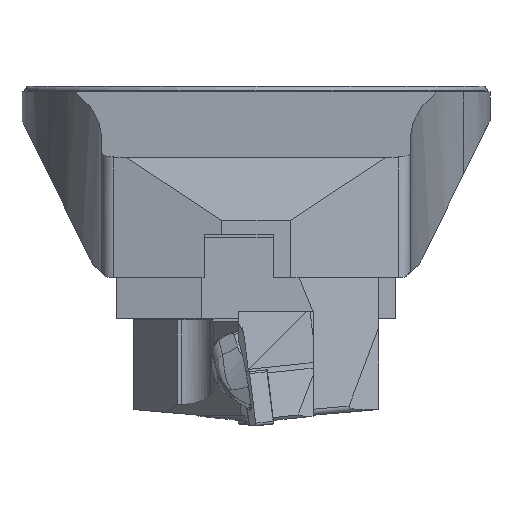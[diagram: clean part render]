
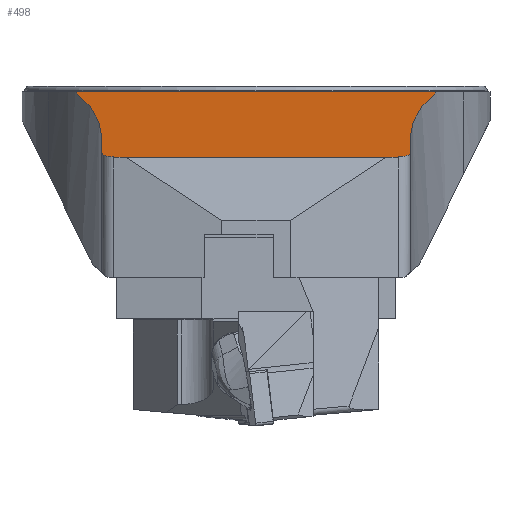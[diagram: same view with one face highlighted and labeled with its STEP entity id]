
A CAD part, left-side view. The second image highlights one B-rep face of the part: STEP entity #498.
In plain terms, the highlighted planar face has unit normal (-0.257, 0, 0.967).
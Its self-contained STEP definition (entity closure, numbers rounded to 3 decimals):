
#282=ELLIPSE('',#3169,206.933,200.);
#289=ELLIPSE('',#3179,206.933,200.);
#295=ELLIPSE('',#3189,5.173,5.);
#296=ELLIPSE('',#3190,5.173,5.);
#354=FACE_OUTER_BOUND('',#1333,.T.);
#498=ADVANCED_FACE('',(#354),#646,.F.);
#646=PLANE('',#3191);
#747=LINE('',#4247,#1023);
#762=LINE('',#4279,#1038);
#764=LINE('',#4283,#1040);
#767=LINE('',#4289,#1043);
#784=LINE('',#4324,#1060);
#790=LINE('',#4337,#1066);
#1023=VECTOR('',#3448,1.);
#1038=VECTOR('',#3469,1.);
#1040=VECTOR('',#3473,1.);
#1043=VECTOR('',#3478,1.);
#1060=VECTOR('',#3503,1.);
#1066=VECTOR('',#3513,1.);
#1333=EDGE_LOOP('',(#1629,#1630,#1631,#1632,#1633,#1634,#1635,#1636,#1637,
#1638));
#1629=ORIENTED_EDGE('',*,*,#2612,.T.);
#1630=ORIENTED_EDGE('',*,*,#2662,.T.);
#1631=ORIENTED_EDGE('',*,*,#2595,.T.);
#1632=ORIENTED_EDGE('',*,*,#2592,.F.);
#1633=ORIENTED_EDGE('',*,*,#2590,.T.);
#1634=ORIENTED_EDGE('',*,*,#2663,.T.);
#1635=ORIENTED_EDGE('',*,*,#2618,.T.);
#1636=ORIENTED_EDGE('',*,*,#2640,.T.);
#1637=ORIENTED_EDGE('',*,*,#2575,.T.);
#1638=ORIENTED_EDGE('',*,*,#2652,.T.);
#2291=VERTEX_POINT('',#4225);
#2302=VERTEX_POINT('',#4246);
#2316=VERTEX_POINT('',#4278);
#2317=VERTEX_POINT('',#4280);
#2318=VERTEX_POINT('',#4284);
#2320=VERTEX_POINT('',#4290);
#2333=VERTEX_POINT('',#4323);
#2334=VERTEX_POINT('',#4325);
#2339=VERTEX_POINT('',#4338);
#2340=VERTEX_POINT('',#4339);
#2575=EDGE_CURVE('',#2291,#2302,#747,.T.);
#2590=EDGE_CURVE('',#2317,#2316,#762,.T.);
#2592=EDGE_CURVE('',#2317,#2318,#764,.T.);
#2595=EDGE_CURVE('',#2320,#2318,#767,.T.);
#2612=EDGE_CURVE('',#2334,#2333,#784,.T.);
#2618=EDGE_CURVE('',#2339,#2340,#790,.T.);
#2640=EDGE_CURVE('',#2340,#2291,#282,.T.);
#2652=EDGE_CURVE('',#2302,#2334,#289,.T.);
#2662=EDGE_CURVE('',#2333,#2320,#295,.T.);
#2663=EDGE_CURVE('',#2316,#2339,#296,.T.);
#3169=AXIS2_PLACEMENT_3D('',#4380,#3546,#3547);
#3179=AXIS2_PLACEMENT_3D('',#4401,#3571,#3572);
#3189=AXIS2_PLACEMENT_3D('',#4419,#3595,#3596);
#3190=AXIS2_PLACEMENT_3D('',#4420,#3597,#3598);
#3191=AXIS2_PLACEMENT_3D('',#4421,#3599,#3600);
#3448=DIRECTION('',(0.,1.,0.));
#3469=DIRECTION('',(0.173,-0.984,0.046));
#3473=DIRECTION('',(0.,1.,0.));
#3478=DIRECTION('',(-0.173,-0.984,-0.046));
#3503=DIRECTION('',(-0.966,0.,-0.257));
#3513=DIRECTION('',(0.966,0.,0.257));
#3546=DIRECTION('',(0.257,0.,-0.966));
#3547=DIRECTION('',(0.966,0.,0.257));
#3571=DIRECTION('',(0.257,0.,-0.966));
#3572=DIRECTION('',(0.966,0.,0.257));
#3595=DIRECTION('',(-0.257,0.,0.966));
#3596=DIRECTION('',(0.966,0.,0.257));
#3597=DIRECTION('',(-0.257,0.,0.966));
#3598=DIRECTION('',(-0.966,0.,-0.257));
#3599=DIRECTION('',(0.257,0.,-0.966));
#3600=DIRECTION('',(0.966,0.,0.257));
#4225=CARTESIAN_POINT('',(-86.5,-63.258,-2.));
#4246=CARTESIAN_POINT('',(-86.5,63.258,-2.));
#4247=CARTESIAN_POINT('',(-86.5,-179.,-2.));
#4278=CARTESIAN_POINT('',(-172.323,-49.868,-24.792));
#4279=CARTESIAN_POINT('',(-179.163,-11.074,-26.609));
#4280=CARTESIAN_POINT('',(-173.105,-45.432,-25.));
#4283=CARTESIAN_POINT('',(-173.105,-179.,-25.));
#4284=CARTESIAN_POINT('',(-173.105,45.432,-25.));
#4289=CARTESIAN_POINT('',(-179.163,11.074,-26.609));
#4290=CARTESIAN_POINT('',(-172.323,49.868,-24.792));
#4323=CARTESIAN_POINT('',(-167.399,54.,-23.485));
#4324=CARTESIAN_POINT('',(-86.5,54.,-2.));
#4325=CARTESIAN_POINT('',(-146.647,54.,-17.973));
#4337=CARTESIAN_POINT('',(-86.5,-54.,-2.));
#4338=CARTESIAN_POINT('',(-167.399,-54.,-23.485));
#4339=CARTESIAN_POINT('',(-146.647,-54.,-17.973));
#4380=CARTESIAN_POINT('',(-146.647,-254.,-17.973));
#4401=CARTESIAN_POINT('',(-146.647,254.,-17.973));
#4419=CARTESIAN_POINT('',(-167.399,49.,-23.485));
#4420=CARTESIAN_POINT('',(-167.399,-49.,-23.485));
#4421=CARTESIAN_POINT('',(-86.5,-179.,-2.));
